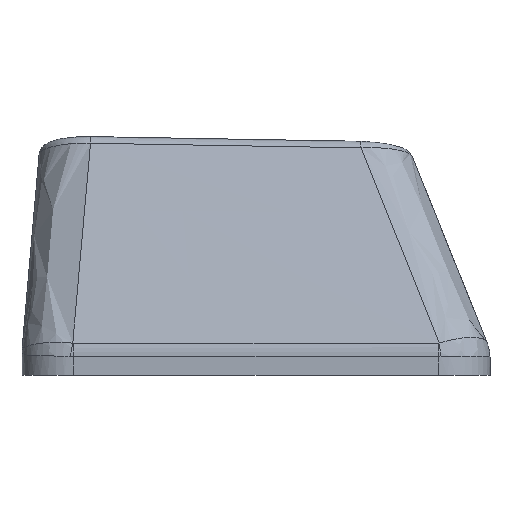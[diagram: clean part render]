
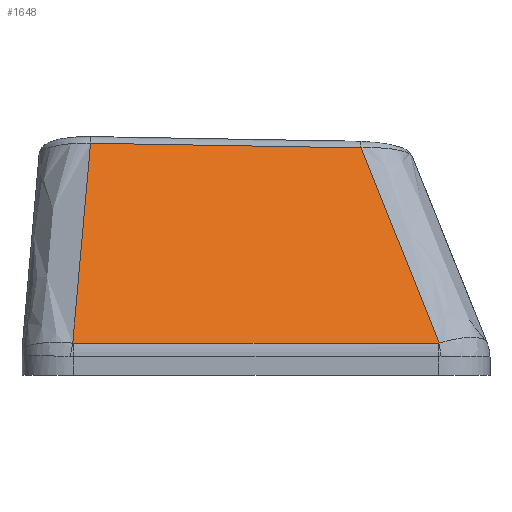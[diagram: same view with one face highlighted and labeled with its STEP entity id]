
A CAD part, left-side view. The second image highlights one B-rep face of the part: STEP entity #1648.
In plain terms, the highlighted free-form (B-spline) face has degree [3, 3] with [4, 4] control points.
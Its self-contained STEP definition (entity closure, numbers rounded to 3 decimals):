
#98=B_SPLINE_SURFACE_WITH_KNOTS('',3,3,((#3234,#3235,#3236,#3237),(#3238,
#3239,#3240,#3241),(#3242,#3243,#3244,#3245),(#3246,#3247,#3248,#3249)),
 .UNSPECIFIED.,.F.,.F.,.F.,(4,4),(4,4),(0.104,0.892),
(0.041,0.97),.UNSPECIFIED.);
#153=FACE_OUTER_BOUND('',#241,.T.);
#241=EDGE_LOOP('',(#1305,#1306,#1307,#1308,#1309,#1310));
#382=B_SPLINE_CURVE_WITH_KNOTS('',3,(#2930,#2931,#2932,#2933),
 .UNSPECIFIED.,.F.,.F.,(4,4),(0.,0.003),
 .UNSPECIFIED.);
#384=B_SPLINE_CURVE_WITH_KNOTS('',3,(#2957,#2958,#2959,#2960),
 .UNSPECIFIED.,.F.,.F.,(4,4),(0.,1.416),.UNSPECIFIED.);
#386=B_SPLINE_CURVE_WITH_KNOTS('',3,(#2984,#2985,#2986,#2987),
 .UNSPECIFIED.,.F.,.F.,(4,4),(0.,0.003),
 .UNSPECIFIED.);
#401=B_SPLINE_CURVE_WITH_KNOTS('',3,(#3251,#3252,#3253,#3254),
 .UNSPECIFIED.,.F.,.F.,(4,4),(0.039,0.904),
 .UNSPECIFIED.);
#402=B_SPLINE_CURVE_WITH_KNOTS('',3,(#3256,#3257,#3258,#3259),
 .UNSPECIFIED.,.F.,.F.,(4,4),(-1.049,0.),.UNSPECIFIED.);
#403=B_SPLINE_CURVE_WITH_KNOTS('',3,(#3260,#3261,#3262,#3263),
 .UNSPECIFIED.,.F.,.F.,(4,4),(-0.867,-0.037),
 .UNSPECIFIED.);
#705=VERTEX_POINT('',#2894);
#707=VERTEX_POINT('',#2923);
#709=VERTEX_POINT('',#2950);
#711=VERTEX_POINT('',#2977);
#727=VERTEX_POINT('',#3250);
#728=VERTEX_POINT('',#3255);
#912=EDGE_CURVE('',#705,#707,#382,.T.);
#915=EDGE_CURVE('',#707,#709,#384,.T.);
#918=EDGE_CURVE('',#709,#711,#386,.T.);
#942=EDGE_CURVE('',#727,#705,#401,.T.);
#943=EDGE_CURVE('',#728,#727,#402,.T.);
#944=EDGE_CURVE('',#711,#728,#403,.T.);
#1305=ORIENTED_EDGE('',*,*,#918,.F.);
#1306=ORIENTED_EDGE('',*,*,#915,.F.);
#1307=ORIENTED_EDGE('',*,*,#912,.F.);
#1308=ORIENTED_EDGE('',*,*,#942,.F.);
#1309=ORIENTED_EDGE('',*,*,#943,.F.);
#1310=ORIENTED_EDGE('',*,*,#944,.F.);
#1648=ADVANCED_FACE('',(#153),#98,.T.);
#2894=CARTESIAN_POINT('',(-8.981,-7.107,0.26));
#2923=CARTESIAN_POINT('',(-8.982,-7.081,0.258));
#2930=CARTESIAN_POINT('Ctrl Pts',(-8.981,-7.107,0.26));
#2931=CARTESIAN_POINT('Ctrl Pts',(-8.982,-7.098,0.259));
#2932=CARTESIAN_POINT('Ctrl Pts',(-8.982,-7.089,0.258));
#2933=CARTESIAN_POINT('Ctrl Pts',(-8.982,-7.081,0.258));
#2950=CARTESIAN_POINT('',(-8.986,7.08,0.253));
#2957=CARTESIAN_POINT('Ctrl Pts',(-8.982,-7.081,0.258));
#2958=CARTESIAN_POINT('Ctrl Pts',(-8.984,-2.36,0.256));
#2959=CARTESIAN_POINT('Ctrl Pts',(-8.985,2.36,0.255));
#2960=CARTESIAN_POINT('Ctrl Pts',(-8.986,7.08,0.253));
#2977=CARTESIAN_POINT('',(-8.985,7.111,0.256));
#2984=CARTESIAN_POINT('Ctrl Pts',(-8.986,7.08,0.253));
#2985=CARTESIAN_POINT('Ctrl Pts',(-8.986,7.091,0.253));
#2986=CARTESIAN_POINT('Ctrl Pts',(-8.986,7.101,0.254));
#2987=CARTESIAN_POINT('Ctrl Pts',(-8.985,7.111,0.256));
#3234=CARTESIAN_POINT('Ctrl Pts',(-6.097,-4.453,7.83));
#3235=CARTESIAN_POINT('Ctrl Pts',(-7.06,-5.339,5.303));
#3236=CARTESIAN_POINT('Ctrl Pts',(-8.023,-6.225,2.775));
#3237=CARTESIAN_POINT('Ctrl Pts',(-8.986,-7.111,0.247));
#3238=CARTESIAN_POINT('Ctrl Pts',(-6.097,-0.691,7.893));
#3239=CARTESIAN_POINT('Ctrl Pts',(-7.06,-1.251,5.345));
#3240=CARTESIAN_POINT('Ctrl Pts',(-8.023,-1.811,2.797));
#3241=CARTESIAN_POINT('Ctrl Pts',(-8.986,-2.37,0.249));
#3242=CARTESIAN_POINT('Ctrl Pts',(-6.097,3.071,7.955));
#3243=CARTESIAN_POINT('Ctrl Pts',(-7.06,2.837,5.387));
#3244=CARTESIAN_POINT('Ctrl Pts',(-8.023,2.604,2.819));
#3245=CARTESIAN_POINT('Ctrl Pts',(-8.986,2.37,0.251));
#3246=CARTESIAN_POINT('Ctrl Pts',(-6.097,6.832,8.017));
#3247=CARTESIAN_POINT('Ctrl Pts',(-7.06,6.925,5.429));
#3248=CARTESIAN_POINT('Ctrl Pts',(-8.023,7.018,2.841));
#3249=CARTESIAN_POINT('Ctrl Pts',(-8.986,7.111,0.253));
#3250=CARTESIAN_POINT('',(-6.099,-4.07,7.831));
#3251=CARTESIAN_POINT('Ctrl Pts',(-6.099,-4.07,7.831));
#3252=CARTESIAN_POINT('Ctrl Pts',(-7.059,-5.081,5.307));
#3253=CARTESIAN_POINT('Ctrl Pts',(-8.02,-6.094,2.783));
#3254=CARTESIAN_POINT('Ctrl Pts',(-8.981,-7.107,0.26));
#3255=CARTESIAN_POINT('',(-6.097,6.422,8.01));
#3256=CARTESIAN_POINT('Ctrl Pts',(-6.097,6.422,8.01));
#3257=CARTESIAN_POINT('Ctrl Pts',(-6.098,2.925,7.951));
#3258=CARTESIAN_POINT('Ctrl Pts',(-6.098,-0.573,
7.891));
#3259=CARTESIAN_POINT('Ctrl Pts',(-6.099,-4.07,7.831));
#3260=CARTESIAN_POINT('Ctrl Pts',(-8.985,7.111,0.256));
#3261=CARTESIAN_POINT('Ctrl Pts',(-8.023,6.882,2.841));
#3262=CARTESIAN_POINT('Ctrl Pts',(-7.061,6.652,5.426));
#3263=CARTESIAN_POINT('Ctrl Pts',(-6.097,6.422,8.01));
